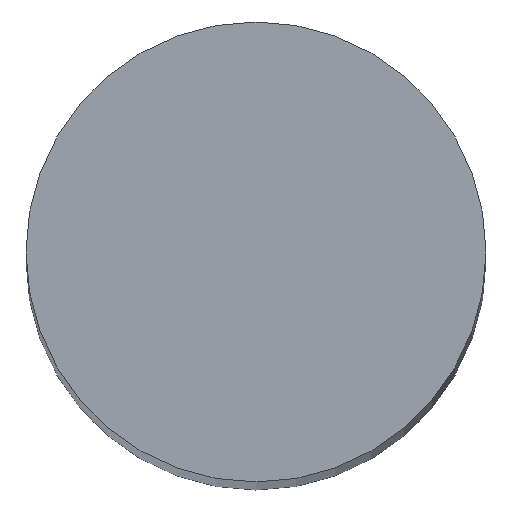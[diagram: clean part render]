
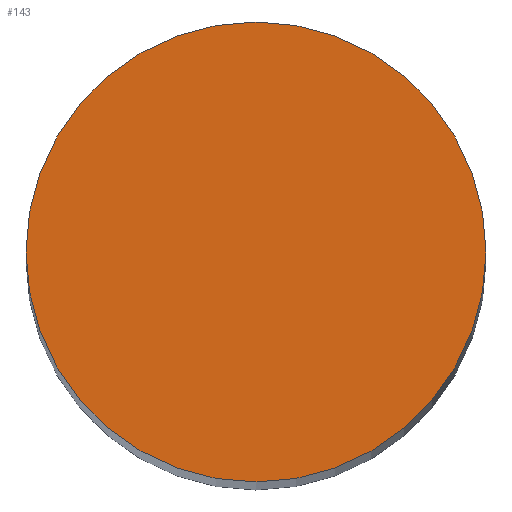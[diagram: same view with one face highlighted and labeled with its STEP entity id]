
A CAD part, top view. The second image highlights one B-rep face of the part: STEP entity #143.
In plain terms, the highlighted planar face has unit normal (0, 0, 1).
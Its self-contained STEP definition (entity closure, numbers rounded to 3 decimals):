
#5 = EDGE_CURVE ( 'NONE', #90, #123, #138, .T. ) ;
#17 = ORIENTED_EDGE ( 'NONE', *, *, #80, .T. ) ;
#21 = CARTESIAN_POINT ( 'NONE',  ( 0., 0., 10. ) ) ;
#22 = CARTESIAN_POINT ( 'NONE',  ( 0., 0., 10. ) ) ;
#34 = ORIENTED_EDGE ( 'NONE', *, *, #5, .T. ) ;
#37 = AXIS2_PLACEMENT_3D ( 'NONE', #22, #122, #69 ) ;
#39 = CARTESIAN_POINT ( 'NONE',  ( -1., 0., 10. ) ) ;
#40 = DIRECTION ( 'NONE',  ( 1., 0., 0. ) ) ;
#64 = AXIS2_PLACEMENT_3D ( 'NONE', #82, #132, #40 ) ;
#69 = DIRECTION ( 'NONE',  ( 1., 0., 0. ) ) ;
#80 = EDGE_CURVE ( 'NONE', #123, #90, #94, .T. ) ;
#82 = CARTESIAN_POINT ( 'NONE',  ( 0., 0., 10. ) ) ;
#90 = VERTEX_POINT ( 'NONE', #168 ) ;
#94 = CIRCLE ( 'NONE', #64, 1. ) ;
#120 = DIRECTION ( 'NONE',  ( 1., 0., 0. ) ) ;
#122 = DIRECTION ( 'NONE',  ( 0., 0., 1. ) ) ;
#123 = VERTEX_POINT ( 'NONE', #39 ) ;
#129 = FACE_OUTER_BOUND ( 'NONE', #165, .T. ) ;
#132 = DIRECTION ( 'NONE',  ( 0., 0., 1. ) ) ;
#138 = CIRCLE ( 'NONE', #172, 1. ) ;
#143 = ADVANCED_FACE ( 'NONE', ( #129 ), #146, .T. ) ;
#146 = PLANE ( 'NONE',  #37 ) ;
#147 = DIRECTION ( 'NONE',  ( 0., 0., 1. ) ) ;
#165 = EDGE_LOOP ( 'NONE', ( #34, #17 ) ) ;
#168 = CARTESIAN_POINT ( 'NONE',  ( 1., 0., 10. ) ) ;
#172 = AXIS2_PLACEMENT_3D ( 'NONE', #21, #147, #120 ) ;
